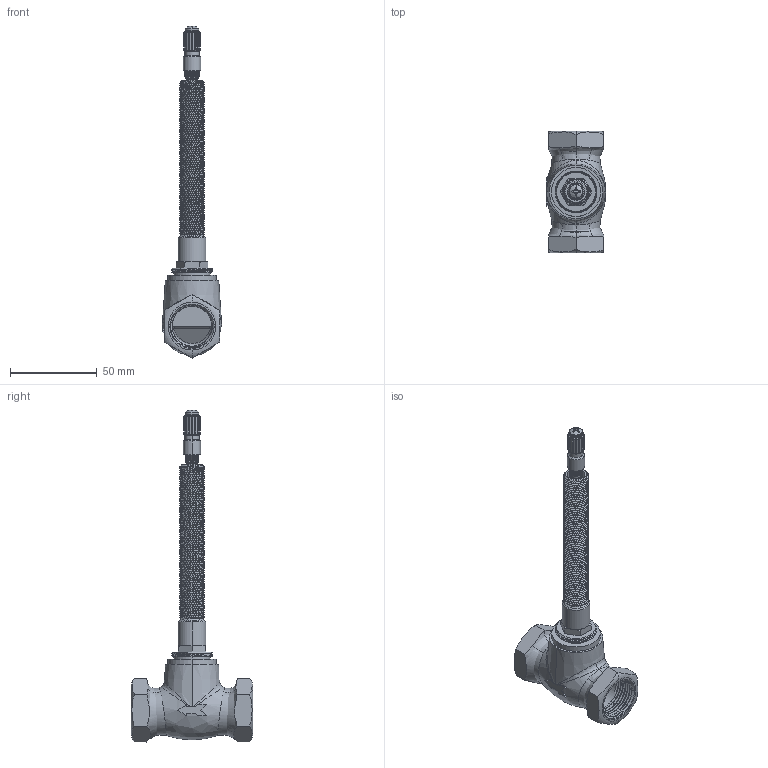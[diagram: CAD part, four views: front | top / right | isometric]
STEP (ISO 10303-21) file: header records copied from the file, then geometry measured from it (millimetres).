
FILE_DESCRIPTION((''),'2;1');
FILE_NAME('1-607H_ASM','2016-09-08T',('rsmith'),(''),'PRO/ENGINEER BY PARAMETRIC TECHNOLOGY CORPORATION, 2013150','PRO/ENGINEER BY PARAMETRIC TECHNOLOGY CORPORATION, 2013150','');
FILE_SCHEMA(('CONFIG_CONTROL_DESIGN'));
Length unit declared in the file: inch
Products named in the file (7): 10567; 1-150; 10489; 12062; 92850; 1-518_ASM; 1-607H_ASM
Assembly tree (6 placements, depth 3):
  1-607H_ASM
    10567
    1-518_ASM
      1-150
      10489
      12062
      92850
Bounding box: 34.16 x 70 x 191.35 mm (x, y, z)
Volume: 52450.2 mm3; surface area: 49216.3 mm2
Topology: 7 solids, 12 shells, 1554 faces, 4430 edges, 2889 vertices
Faces by surface type: cylinder 745, plane 525, bspline 157, cone 85, torus 36, sphere 6
Entity records: 98843 total; most frequent: CARTESIAN_POINT 61751, ORIENTED_EDGE 8775, DIRECTION 6238, EDGE_CURVE 4428, VERTEX_POINT 2889, AXIS2_PLACEMENT_3D 2302, B_SPLINE_CURVE_WITH_KNOTS 1908, VECTOR 1634
